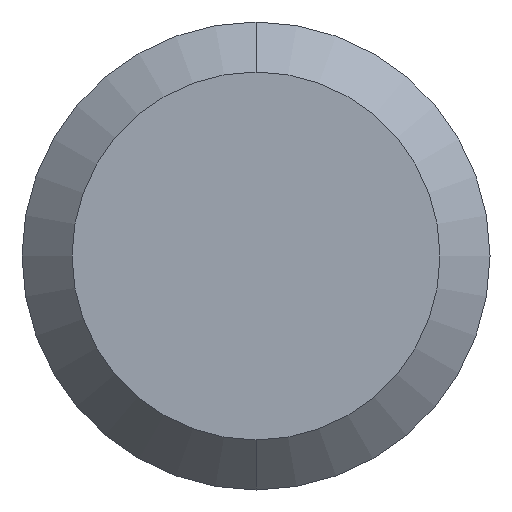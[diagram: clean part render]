
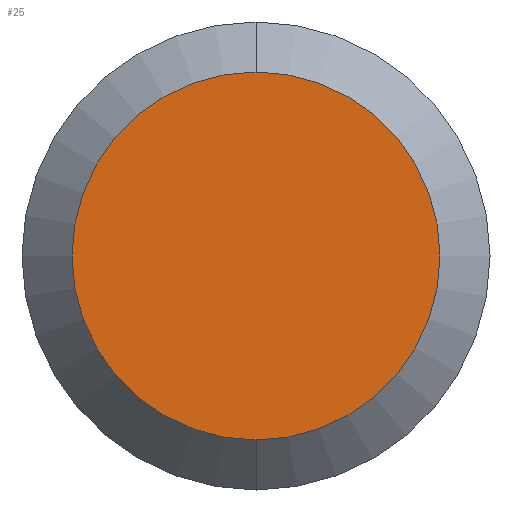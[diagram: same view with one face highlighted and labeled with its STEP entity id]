
A CAD part, front view. The second image highlights one B-rep face of the part: STEP entity #25.
In plain terms, the highlighted planar face has unit normal (0, -1, 0).
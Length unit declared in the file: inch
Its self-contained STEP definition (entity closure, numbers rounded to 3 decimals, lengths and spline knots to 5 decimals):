
#2 = VERTEX_POINT ( 'NONE', #130 ) ;
#10 = CARTESIAN_POINT ( 'NONE',  ( 0., 0., -0.0736 ) ) ;
#25 = ADVANCED_FACE ( 'NONE', ( #63 ), #84, .F. ) ;
#48 = ORIENTED_EDGE ( 'NONE', *, *, #178, .T. ) ;
#60 = DIRECTION ( 'NONE',  ( 0., 1., 0. ) ) ;
#63 = FACE_OUTER_BOUND ( 'NONE', #232, .T. ) ;
#83 = CIRCLE ( 'NONE', #151, 0.0736 ) ;
#84 = PLANE ( 'NONE',  #236 ) ;
#98 = DIRECTION ( 'NONE',  ( 0., 0., 1. ) ) ;
#110 = DIRECTION ( 'NONE',  ( 0., -1., 0. ) ) ;
#113 = DIRECTION ( 'NONE',  ( 0., -1., 0. ) ) ;
#123 = AXIS2_PLACEMENT_3D ( 'NONE', #183, #113, #163 ) ;
#130 = CARTESIAN_POINT ( 'NONE',  ( 0., 0., 0.0736 ) ) ;
#142 = CARTESIAN_POINT ( 'NONE',  ( 0., 0., 0. ) ) ;
#151 = AXIS2_PLACEMENT_3D ( 'NONE', #142, #110, #198 ) ;
#163 = DIRECTION ( 'NONE',  ( 0., 0., 1. ) ) ;
#178 = EDGE_CURVE ( 'NONE', #2, #221, #83, .T. ) ;
#183 = CARTESIAN_POINT ( 'NONE',  ( 0., 0., 0. ) ) ;
#197 = ORIENTED_EDGE ( 'NONE', *, *, #272, .T. ) ;
#198 = DIRECTION ( 'NONE',  ( 0., 0., 1. ) ) ;
#221 = VERTEX_POINT ( 'NONE', #10 ) ;
#227 = CARTESIAN_POINT ( 'NONE',  ( 0., 0., 0. ) ) ;
#232 = EDGE_LOOP ( 'NONE', ( #48, #197 ) ) ;
#236 = AXIS2_PLACEMENT_3D ( 'NONE', #227, #60, #98 ) ;
#240 = CIRCLE ( 'NONE', #123, 0.0736 ) ;
#272 = EDGE_CURVE ( 'NONE', #221, #2, #240, .T. ) ;
